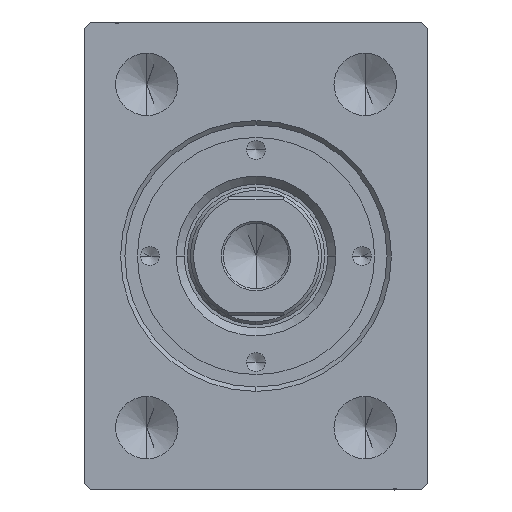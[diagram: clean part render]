
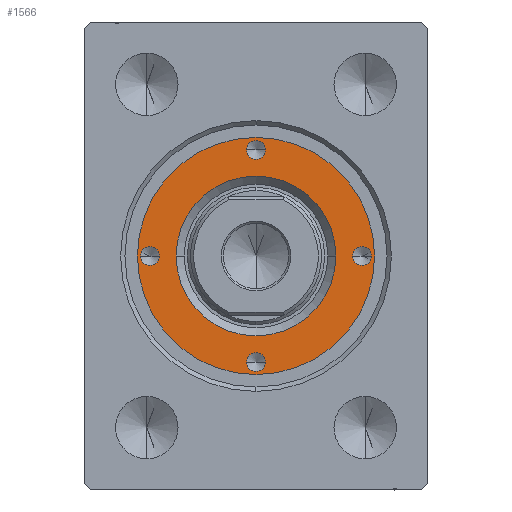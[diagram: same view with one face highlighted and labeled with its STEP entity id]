
A CAD part, left-side view. The second image highlights one B-rep face of the part: STEP entity #1566.
In plain terms, the highlighted face is planar.
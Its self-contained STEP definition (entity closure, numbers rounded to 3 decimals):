
#155 = VERTEX_POINT ( 'NONE', #2299 ) ;
#459 = EDGE_CURVE ( 'NONE', #16743, #20729, #35374, .T. ) ;
#541 = EDGE_LOOP ( 'NONE', ( #28099, #41914 ) ) ;
#567 = CARTESIAN_POINT ( 'NONE',  ( 0., -17., 66.8 ) ) ;
#1389 = VERTEX_POINT ( 'NONE', #40137 ) ;
#1520 = DIRECTION ( 'NONE',  ( 1., 0., 0. ) ) ;
#1566 = ADVANCED_FACE ( 'NONE', ( #14242, #42321, #25358, #15098, #18232, #17800 ), #4852, .T. ) ;
#1714 = CARTESIAN_POINT ( 'NONE',  ( -18.5, 0., 66.8 ) ) ;
#2299 = CARTESIAN_POINT ( 'NONE',  ( -1.5, -17., 66.8 ) ) ;
#2347 = CARTESIAN_POINT ( 'NONE',  ( -15.5, 0., 66.8 ) ) ;
#2354 = CIRCLE ( 'NONE', #29427, 1.5 ) ;
#2936 = DIRECTION ( 'NONE',  ( 0., 0., 1. ) ) ;
#3136 = EDGE_LOOP ( 'NONE', ( #17023, #42000 ) ) ;
#3500 = CARTESIAN_POINT ( 'NONE',  ( 18.5, 0., 66.8 ) ) ;
#4037 = DIRECTION ( 'NONE',  ( 0., 0., 1. ) ) ;
#4167 = DIRECTION ( 'NONE',  ( 1., 0., 0. ) ) ;
#4852 = PLANE ( 'NONE',  #24712 ) ;
#5640 = ORIENTED_EDGE ( 'NONE', *, *, #16917, .T. ) ;
#6044 = AXIS2_PLACEMENT_3D ( 'NONE', #27322, #31342, #37601 ) ;
#6129 = DIRECTION ( 'NONE',  ( 1., 0., 0. ) ) ;
#6327 = ORIENTED_EDGE ( 'NONE', *, *, #459, .F. ) ;
#6380 = EDGE_CURVE ( 'NONE', #32211, #9621, #19864, .T. ) ;
#6931 = CARTESIAN_POINT ( 'NONE',  ( 0., 17., 66.8 ) ) ;
#7360 = DIRECTION ( 'NONE',  ( 0., 0., 1. ) ) ;
#8292 = ORIENTED_EDGE ( 'NONE', *, *, #39889, .F. ) ;
#8457 = VERTEX_POINT ( 'NONE', #16431 ) ;
#8565 = EDGE_CURVE ( 'NONE', #18237, #21507, #2354, .T. ) ;
#8743 = EDGE_CURVE ( 'NONE', #1389, #18704, #17324, .T. ) ;
#9471 = DIRECTION ( 'NONE',  ( 0., 0., -1. ) ) ;
#9621 = VERTEX_POINT ( 'NONE', #2347 ) ;
#9848 = CARTESIAN_POINT ( 'NONE',  ( 0., 0., 66.8 ) ) ;
#10318 = AXIS2_PLACEMENT_3D ( 'NONE', #26866, #9471, #23072 ) ;
#10331 = VERTEX_POINT ( 'NONE', #19234 ) ;
#10922 = CARTESIAN_POINT ( 'NONE',  ( 17., 0., 66.8 ) ) ;
#11345 = CARTESIAN_POINT ( 'NONE',  ( 17., 0., 66.8 ) ) ;
#11770 = AXIS2_PLACEMENT_3D ( 'NONE', #9848, #2936, #16529 ) ;
#12331 = EDGE_CURVE ( 'NONE', #18704, #1389, #19579, .T. ) ;
#12343 = DIRECTION ( 'NONE',  ( 1., 0., 0. ) ) ;
#12817 = CARTESIAN_POINT ( 'NONE',  ( -1.5, 17., 66.8 ) ) ;
#13157 = CIRCLE ( 'NONE', #38118, 1.5 ) ;
#14242 = FACE_BOUND ( 'NONE', #541, .T. ) ;
#14635 = DIRECTION ( 'NONE',  ( 0., 0., 1. ) ) ;
#14882 = EDGE_CURVE ( 'NONE', #155, #10331, #33888, .T. ) ;
#14985 = EDGE_CURVE ( 'NONE', #9621, #32211, #40327, .T. ) ;
#15074 = CARTESIAN_POINT ( 'NONE',  ( 19., 0., 66.8 ) ) ;
#15098 = FACE_BOUND ( 'NONE', #39246, .T. ) ;
#15416 = CIRCLE ( 'NONE', #21138, 1.5 ) ;
#15526 = ORIENTED_EDGE ( 'NONE', *, *, #8743, .T. ) ;
#16431 = CARTESIAN_POINT ( 'NONE',  ( -19., 0., 66.8 ) ) ;
#16529 = DIRECTION ( 'NONE',  ( 1., 0., 0. ) ) ;
#16743 = VERTEX_POINT ( 'NONE', #17477 ) ;
#16917 = EDGE_CURVE ( 'NONE', #8457, #25183, #21735, .T. ) ;
#17023 = ORIENTED_EDGE ( 'NONE', *, *, #8565, .F. ) ;
#17324 = CIRCLE ( 'NONE', #27289, 12.8 ) ;
#17477 = CARTESIAN_POINT ( 'NONE',  ( 15.5, 0., 66.8 ) ) ;
#17800 = FACE_OUTER_BOUND ( 'NONE', #39637, .T. ) ;
#18232 = FACE_BOUND ( 'NONE', #33586, .T. ) ;
#18237 = VERTEX_POINT ( 'NONE', #28302 ) ;
#18704 = VERTEX_POINT ( 'NONE', #27780 ) ;
#19059 = DIRECTION ( 'NONE',  ( 0., 0., 1. ) ) ;
#19234 = CARTESIAN_POINT ( 'NONE',  ( 1.5, -17., 66.8 ) ) ;
#19579 = CIRCLE ( 'NONE', #10318, 12.8 ) ;
#19864 = CIRCLE ( 'NONE', #41256, 1.5 ) ;
#20476 = ORIENTED_EDGE ( 'NONE', *, *, #31847, .T. ) ;
#20729 = VERTEX_POINT ( 'NONE', #3500 ) ;
#20853 = DIRECTION ( 'NONE',  ( 1., 0., 0. ) ) ;
#21138 = AXIS2_PLACEMENT_3D ( 'NONE', #11345, #34996, #1520 ) ;
#21507 = VERTEX_POINT ( 'NONE', #12817 ) ;
#21735 = CIRCLE ( 'NONE', #11770, 19. ) ;
#22512 = AXIS2_PLACEMENT_3D ( 'NONE', #35788, #19059, #12343 ) ;
#23072 = DIRECTION ( 'NONE',  ( 1., 0., 0. ) ) ;
#23423 = DIRECTION ( 'NONE',  ( 1., 0., 0. ) ) ;
#23783 = DIRECTION ( 'NONE',  ( 1., 0., 0. ) ) ;
#24373 = ORIENTED_EDGE ( 'NONE', *, *, #14882, .F. ) ;
#24526 = DIRECTION ( 'NONE',  ( 1., 0., 0. ) ) ;
#24543 = DIRECTION ( 'NONE',  ( 1., 0., 0. ) ) ;
#24712 = AXIS2_PLACEMENT_3D ( 'NONE', #35186, #28051, #31200 ) ;
#25183 = VERTEX_POINT ( 'NONE', #15074 ) ;
#25358 = FACE_BOUND ( 'NONE', #41530, .T. ) ;
#25951 = CIRCLE ( 'NONE', #28799, 19. ) ;
#26035 = AXIS2_PLACEMENT_3D ( 'NONE', #567, #34030, #20853 ) ;
#26858 = CARTESIAN_POINT ( 'NONE',  ( 0., 0., 66.8 ) ) ;
#26866 = CARTESIAN_POINT ( 'NONE',  ( 0., 0., 66.8 ) ) ;
#27135 = CARTESIAN_POINT ( 'NONE',  ( 0., 17., 66.8 ) ) ;
#27289 = AXIS2_PLACEMENT_3D ( 'NONE', #26858, #40491, #6129 ) ;
#27322 = CARTESIAN_POINT ( 'NONE',  ( -17., 0., 66.8 ) ) ;
#27780 = CARTESIAN_POINT ( 'NONE',  ( -12.8, 0., 66.8 ) ) ;
#28051 = DIRECTION ( 'NONE',  ( 0., 0., 1. ) ) ;
#28099 = ORIENTED_EDGE ( 'NONE', *, *, #14985, .F. ) ;
#28302 = CARTESIAN_POINT ( 'NONE',  ( 1.5, 17., 66.8 ) ) ;
#28799 = AXIS2_PLACEMENT_3D ( 'NONE', #43969, #4037, #24543 ) ;
#28972 = AXIS2_PLACEMENT_3D ( 'NONE', #10922, #31239, #24526 ) ;
#29427 = AXIS2_PLACEMENT_3D ( 'NONE', #27135, #40764, #23783 ) ;
#31200 = DIRECTION ( 'NONE',  ( 1., 0., 0. ) ) ;
#31239 = DIRECTION ( 'NONE',  ( 0., 0., 1. ) ) ;
#31342 = DIRECTION ( 'NONE',  ( 0., 0., 1. ) ) ;
#31847 = EDGE_CURVE ( 'NONE', #25183, #8457, #25951, .T. ) ;
#32211 = VERTEX_POINT ( 'NONE', #1714 ) ;
#32984 = ORIENTED_EDGE ( 'NONE', *, *, #12331, .T. ) ;
#32988 = ORIENTED_EDGE ( 'NONE', *, *, #38459, .F. ) ;
#33586 = EDGE_LOOP ( 'NONE', ( #15526, #32984 ) ) ;
#33888 = CIRCLE ( 'NONE', #26035, 1.5 ) ;
#34030 = DIRECTION ( 'NONE',  ( 0., 0., 1. ) ) ;
#34618 = EDGE_CURVE ( 'NONE', #21507, #18237, #13157, .T. ) ;
#34724 = CARTESIAN_POINT ( 'NONE',  ( -17., 0., 66.8 ) ) ;
#34996 = DIRECTION ( 'NONE',  ( 0., 0., 1. ) ) ;
#35186 = CARTESIAN_POINT ( 'NONE',  ( 0., 0., 66.8 ) ) ;
#35374 = CIRCLE ( 'NONE', #28972, 1.5 ) ;
#35788 = CARTESIAN_POINT ( 'NONE',  ( 0., -17., 66.8 ) ) ;
#37601 = DIRECTION ( 'NONE',  ( 1., 0., 0. ) ) ;
#38118 = AXIS2_PLACEMENT_3D ( 'NONE', #6931, #7360, #23423 ) ;
#38459 = EDGE_CURVE ( 'NONE', #10331, #155, #41784, .T. ) ;
#39246 = EDGE_LOOP ( 'NONE', ( #32988, #24373 ) ) ;
#39637 = EDGE_LOOP ( 'NONE', ( #5640, #20476 ) ) ;
#39889 = EDGE_CURVE ( 'NONE', #20729, #16743, #15416, .T. ) ;
#40137 = CARTESIAN_POINT ( 'NONE',  ( 12.8, 0., 66.8 ) ) ;
#40327 = CIRCLE ( 'NONE', #6044, 1.5 ) ;
#40491 = DIRECTION ( 'NONE',  ( 0., 0., -1. ) ) ;
#40764 = DIRECTION ( 'NONE',  ( 0., 0., 1. ) ) ;
#41256 = AXIS2_PLACEMENT_3D ( 'NONE', #34724, #14635, #4167 ) ;
#41530 = EDGE_LOOP ( 'NONE', ( #8292, #6327 ) ) ;
#41784 = CIRCLE ( 'NONE', #22512, 1.5 ) ;
#41914 = ORIENTED_EDGE ( 'NONE', *, *, #6380, .F. ) ;
#42000 = ORIENTED_EDGE ( 'NONE', *, *, #34618, .F. ) ;
#42321 = FACE_BOUND ( 'NONE', #3136, .T. ) ;
#43969 = CARTESIAN_POINT ( 'NONE',  ( 0., 0., 66.8 ) ) ;
